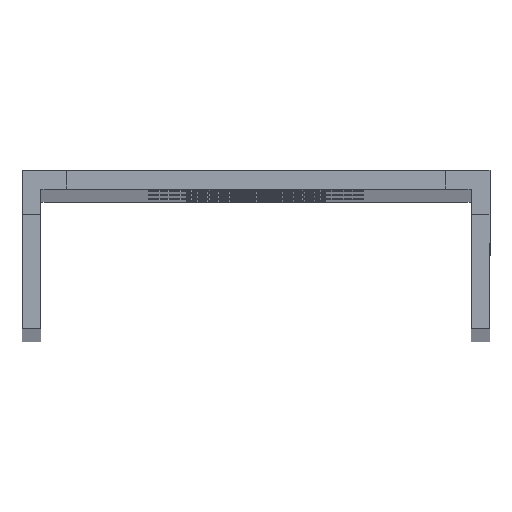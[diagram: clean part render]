
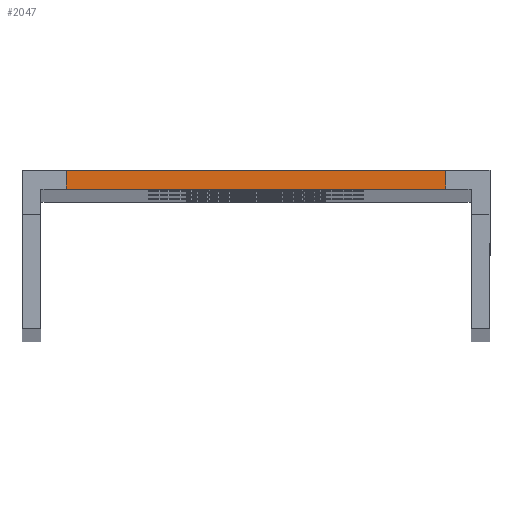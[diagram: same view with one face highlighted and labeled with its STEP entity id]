
A CAD part, top view. The second image highlights one B-rep face of the part: STEP entity #2047.
In plain terms, the highlighted planar face has unit normal (0, 0, 1).
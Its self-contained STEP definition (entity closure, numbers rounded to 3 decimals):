
#182=FACE_OUTER_BOUND('',#300,.T.);
#300=EDGE_LOOP('',(#1436,#1437,#1438,#1439));
#421=LINE('',#2930,#629);
#480=LINE('',#3127,#688);
#488=LINE('',#3142,#696);
#489=LINE('',#3144,#697);
#629=VECTOR('',#2355,10.);
#688=VECTOR('',#2502,10.);
#696=VECTOR('',#2514,10.);
#697=VECTOR('',#2517,10.);
#836=VERTEX_POINT('',#2927);
#837=VERTEX_POINT('',#2929);
#929=VERTEX_POINT('',#3121);
#936=VERTEX_POINT('',#3140);
#1029=EDGE_CURVE('',#837,#836,#421,.T.);
#1128=EDGE_CURVE('',#929,#837,#480,.T.);
#1136=EDGE_CURVE('',#836,#936,#488,.T.);
#1137=EDGE_CURVE('',#929,#936,#489,.T.);
#1436=ORIENTED_EDGE('',*,*,#1136,.T.);
#1437=ORIENTED_EDGE('',*,*,#1137,.F.);
#1438=ORIENTED_EDGE('',*,*,#1128,.T.);
#1439=ORIENTED_EDGE('',*,*,#1029,.T.);
#1890=PLANE('',#2208);
#2047=ADVANCED_FACE('',(#182),#1890,.T.);
#2208=AXIS2_PLACEMENT_3D('',#3143,#2515,#2516);
#2355=DIRECTION('',(-1.,0.,0.));
#2502=DIRECTION('',(0.,1.,0.));
#2514=DIRECTION('',(0.,-1.,0.));
#2515=DIRECTION('center_axis',(0.,0.,
1.));
#2516=DIRECTION('ref_axis',(1.,0.,0.));
#2517=DIRECTION('',(-1.,0.,0.));
#2927=CARTESIAN_POINT('',(-43.201,1.5,0.));
#2929=CARTESIAN_POINT('',(-13.199,1.5,0.));
#2930=CARTESIAN_POINT('',(0.,1.5,0.));
#3121=CARTESIAN_POINT('',(-13.199,0.,0.));
#3127=CARTESIAN_POINT('',(-13.199,0.75,0.));
#3140=CARTESIAN_POINT('',(-43.201,0.,0.));
#3142=CARTESIAN_POINT('',(-43.201,0.75,0.));
#3143=CARTESIAN_POINT('Origin',(-6.949,-2.,0.));
#3144=CARTESIAN_POINT('',(0.,0.,0.));
